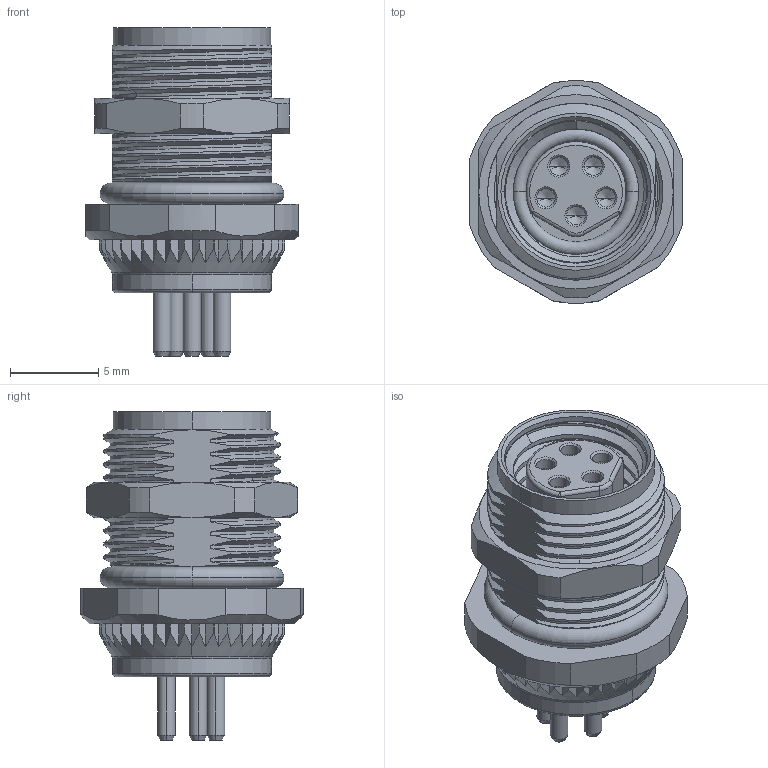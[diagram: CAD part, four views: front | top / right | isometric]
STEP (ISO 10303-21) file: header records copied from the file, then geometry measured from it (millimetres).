
FILE_DESCRIPTION((''),'2;1');
FILE_NAME('5P-K15556_5','2025-09-08T',('gongcheng16'),(''),'PRO/ENGINEER BY PARAMETRIC TECHNOLOGY CORPORATION, 2010280','PRO/ENGINEER BY PARAMETRIC TECHNOLOGY CORPORATION, 2010280','');
FILE_SCHEMA(('CONFIG_CONTROL_DESIGN'));
Products named in the file (1): 5P-K15556_5
Bounding box: 12 x 12.6 x 18.6 mm (x, y, z)
Volume: 219.5 mm3; surface area: 12979.5 mm2
Topology: 1 solids, 110 shells, 2802 faces, 9255 edges, 6368 vertices
Faces by surface type: plane 903, bspline 717, cylinder 656, cone 422, torus 102, sphere 2
Entity records: 298182 total; most frequent: CARTESIAN_POINT 225144, ORIENTED_EDGE 16078, DIRECTION 12492, EDGE_CURVE 9245, VERTEX_POINT 6368, AXIS2_PLACEMENT_3D 4470, VECTOR 3552, LINE 3552
